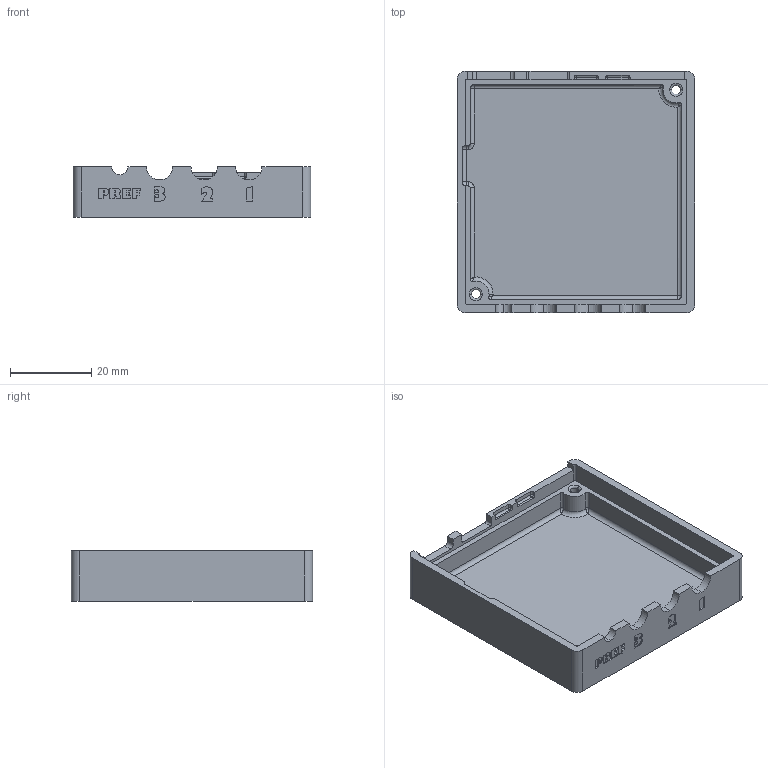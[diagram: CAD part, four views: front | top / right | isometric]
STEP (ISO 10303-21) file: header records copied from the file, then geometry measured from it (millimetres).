
FILE_DESCRIPTION (( 'STEP AP214' ), '1' );
FILE_NAME ('Case_bottom.STEP', '2024-08-21T08:39:34', ( '' ), ( '' ), 'SwSTEP 2.0', 'SolidWorks 2024', '' );
FILE_SCHEMA (( 'AUTOMOTIVE_DESIGN' ));
Length unit declared in the file: millimetre
Products named in the file (1): Case_bottom
Bounding box: 58.7 x 59.5 x 12.5 mm (x, y, z)
Volume: 12815.9 mm3; surface area: 11902.5 mm2
Topology: 1 solids, 1 shells, 315 faces, 834 edges, 531 vertices
Faces by surface type: plane 184, cylinder 56, bspline 54, torus 13, sphere 8
Entity records: 11863 total; most frequent: CARTESIAN_POINT 4363, ORIENTED_EDGE 1644, DIRECTION 1370, EDGE_CURVE 822, LINE 582, VECTOR 582, VERTEX_POINT 531, AXIS2_PLACEMENT_3D 394
